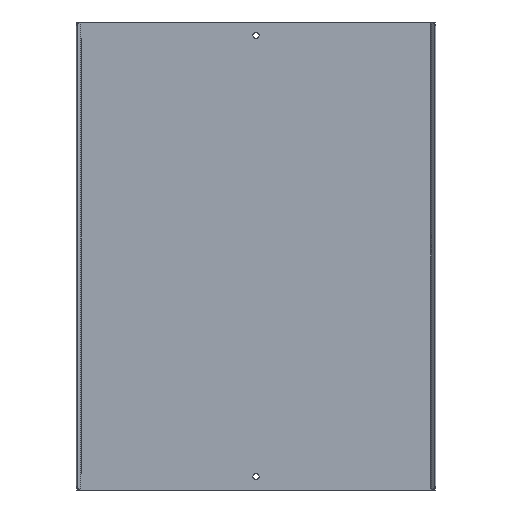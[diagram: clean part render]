
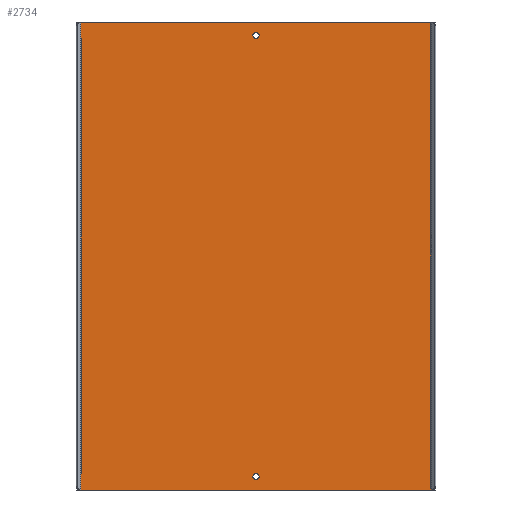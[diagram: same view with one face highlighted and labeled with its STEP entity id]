
A CAD part, front view. The second image highlights one B-rep face of the part: STEP entity #2734.
In plain terms, the highlighted planar face has unit normal (0, -1, 0).
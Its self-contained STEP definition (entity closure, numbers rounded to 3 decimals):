
#57 = ORIENTED_EDGE ( 'NONE', *, *, #641, .T. ) ;
#65 = LINE ( 'NONE', #2593, #2044 ) ;
#221 = EDGE_CURVE ( 'NONE', #1930, #2313, #2153, .T. ) ;
#267 = AXIS2_PLACEMENT_3D ( 'NONE', #1465, #2099, #834 ) ;
#413 = CARTESIAN_POINT ( 'NONE',  ( -198.5, 0., 0. ) ) ;
#429 = DIRECTION ( 'NONE',  ( 0., 1., 0. ) ) ;
#464 = ORIENTED_EDGE ( 'NONE', *, *, #2064, .T. ) ;
#524 = EDGE_CURVE ( 'NONE', #1930, #938, #2136, .T. ) ;
#596 = CARTESIAN_POINT ( 'NONE',  ( 200., 0., 525. ) ) ;
#623 = CARTESIAN_POINT ( 'NONE',  ( 198.5, 0., 0. ) ) ;
#641 = EDGE_CURVE ( 'NONE', #2313, #2634, #65, .T. ) ;
#695 = EDGE_LOOP ( 'NONE', ( #57, #1606, #1828, #2526 ) ) ;
#712 = VERTEX_POINT ( 'NONE', #2309 ) ;
#764 = AXIS2_PLACEMENT_3D ( 'NONE', #596, #1253, #2483 ) ;
#771 = CIRCLE ( 'NONE', #1909, 3.45 ) ;
#803 = DIRECTION ( 'NONE',  ( 0., 0., 1. ) ) ;
#834 = DIRECTION ( 'NONE',  ( 0., 0., 1. ) ) ;
#847 = CARTESIAN_POINT ( 'NONE',  ( 0., 0., 510. ) ) ;
#875 = CARTESIAN_POINT ( 'NONE',  ( 0., 0., 506.55 ) ) ;
#888 = AXIS2_PLACEMENT_3D ( 'NONE', #847, #1686, #2527 ) ;
#938 = VERTEX_POINT ( 'NONE', #1236 ) ;
#1006 = EDGE_CURVE ( 'NONE', #2691, #712, #771, .T. ) ;
#1017 = FACE_OUTER_BOUND ( 'NONE', #695, .T. ) ;
#1033 = VERTEX_POINT ( 'NONE', #875 ) ;
#1056 = CARTESIAN_POINT ( 'NONE',  ( -198.5, 0., 525. ) ) ;
#1170 = DIRECTION ( 'NONE',  ( 0., 0., -1. ) ) ;
#1190 = LINE ( 'NONE', #1988, #2246 ) ;
#1236 = CARTESIAN_POINT ( 'NONE',  ( 198.5, 0., 525. ) ) ;
#1253 = DIRECTION ( 'NONE',  ( 0., 1., 0. ) ) ;
#1275 = CARTESIAN_POINT ( 'NONE',  ( -198.5, 0., 525. ) ) ;
#1306 = DIRECTION ( 'NONE',  ( 0., 0., -1. ) ) ;
#1332 = CARTESIAN_POINT ( 'NONE',  ( 0., 0., 15. ) ) ;
#1333 = CIRCLE ( 'NONE', #888, 3.45 ) ;
#1339 = VECTOR ( 'NONE', #2326, 1000. ) ;
#1414 = CIRCLE ( 'NONE', #267, 3.45 ) ;
#1465 = CARTESIAN_POINT ( 'NONE',  ( 0., 0., 15. ) ) ;
#1541 = EDGE_CURVE ( 'NONE', #938, #2634, #1190, .T. ) ;
#1606 = ORIENTED_EDGE ( 'NONE', *, *, #1541, .F. ) ;
#1636 = AXIS2_PLACEMENT_3D ( 'NONE', #1847, #2686, #803 ) ;
#1648 = CARTESIAN_POINT ( 'NONE',  ( 0., 0., 18.45 ) ) ;
#1671 = EDGE_LOOP ( 'NONE', ( #464, #2230 ) ) ;
#1674 = FACE_BOUND ( 'NONE', #1671, .T. ) ;
#1678 = CIRCLE ( 'NONE', #1636, 3.45 ) ;
#1686 = DIRECTION ( 'NONE',  ( 0., 1., 0. ) ) ;
#1774 = DIRECTION ( 'NONE',  ( 1., 0., 0. ) ) ;
#1803 = VERTEX_POINT ( 'NONE', #2586 ) ;
#1828 = ORIENTED_EDGE ( 'NONE', *, *, #524, .F. ) ;
#1847 = CARTESIAN_POINT ( 'NONE',  ( 0., 0., 510. ) ) ;
#1884 = PLANE ( 'NONE',  #764 ) ;
#1909 = AXIS2_PLACEMENT_3D ( 'NONE', #1332, #429, #2180 ) ;
#1930 = VERTEX_POINT ( 'NONE', #1275 ) ;
#1985 = EDGE_CURVE ( 'NONE', #712, #2691, #1414, .T. ) ;
#1988 = CARTESIAN_POINT ( 'NONE',  ( 198.5, 0., 525. ) ) ;
#2043 = FACE_BOUND ( 'NONE', #2250, .T. ) ;
#2044 = VECTOR ( 'NONE', #1774, 1000. ) ;
#2064 = EDGE_CURVE ( 'NONE', #1803, #1033, #1333, .T. ) ;
#2099 = DIRECTION ( 'NONE',  ( 0., 1., 0. ) ) ;
#2136 = LINE ( 'NONE', #2316, #1339 ) ;
#2141 = ORIENTED_EDGE ( 'NONE', *, *, #1006, .T. ) ;
#2153 = LINE ( 'NONE', #1056, #2481 ) ;
#2180 = DIRECTION ( 'NONE',  ( 0., 0., 1. ) ) ;
#2230 = ORIENTED_EDGE ( 'NONE', *, *, #2347, .T. ) ;
#2246 = VECTOR ( 'NONE', #1170, 1000. ) ;
#2250 = EDGE_LOOP ( 'NONE', ( #2141, #2642 ) ) ;
#2309 = CARTESIAN_POINT ( 'NONE',  ( 0., 0., 11.55 ) ) ;
#2313 = VERTEX_POINT ( 'NONE', #413 ) ;
#2316 = CARTESIAN_POINT ( 'NONE',  ( 200., 0., 525. ) ) ;
#2326 = DIRECTION ( 'NONE',  ( 1., 0., 0. ) ) ;
#2347 = EDGE_CURVE ( 'NONE', #1033, #1803, #1678, .T. ) ;
#2481 = VECTOR ( 'NONE', #1306, 1000. ) ;
#2483 = DIRECTION ( 'NONE',  ( 0., 0., 1. ) ) ;
#2526 = ORIENTED_EDGE ( 'NONE', *, *, #221, .T. ) ;
#2527 = DIRECTION ( 'NONE',  ( 0., 0., 1. ) ) ;
#2586 = CARTESIAN_POINT ( 'NONE',  ( 0., 0., 513.45 ) ) ;
#2593 = CARTESIAN_POINT ( 'NONE',  ( 200., 0., 0. ) ) ;
#2634 = VERTEX_POINT ( 'NONE', #623 ) ;
#2642 = ORIENTED_EDGE ( 'NONE', *, *, #1985, .T. ) ;
#2686 = DIRECTION ( 'NONE',  ( 0., 1., 0. ) ) ;
#2691 = VERTEX_POINT ( 'NONE', #1648 ) ;
#2734 = ADVANCED_FACE ( 'NONE', ( #2043, #1674, #1017 ), #1884, .F. ) ;
